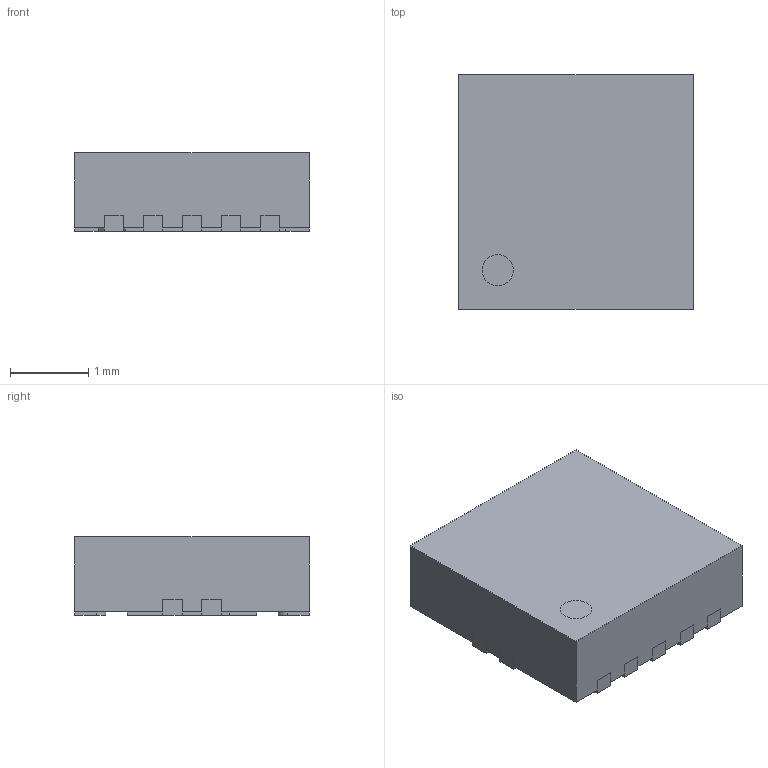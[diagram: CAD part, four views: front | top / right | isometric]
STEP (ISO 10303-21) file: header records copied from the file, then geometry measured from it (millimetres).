
FILE_DESCRIPTION(('FreeCAD Model'),'2;1');
FILE_NAME('TI_VSON-11-DRC0010J.step', '2021-04-01T17:24:59',('kicad StepUp'),('ksu MCAD'), 'Open CASCADE STEP processor 7.2','FreeCAD','Unknown');
FILE_SCHEMA(('AUTOMOTIVE_DESIGN { 1 0 10303 214 1 1 1 1 }'));
Length unit declared in the file: millimetre
Products named in the file (1): TI_VSON-11-DRC0010J
Bounding box: 3 x 3 x 1 mm (x, y, z)
Volume: 8.8 mm3; surface area: 46.8 mm2
Topology: 13 solids, 13 shells, 157 faces, 390 edges, 260 vertices
Faces by surface type: plane 133, cylinder 24
Entity records: 5701 total; most frequent: CARTESIAN_POINT 808, ORIENTED_EDGE 780, DIRECTION 754, EDGE_CURVE 390, LINE 342, VECTOR 342, VERTEX_POINT 260, AXIS2_PLACEMENT_3D 206
